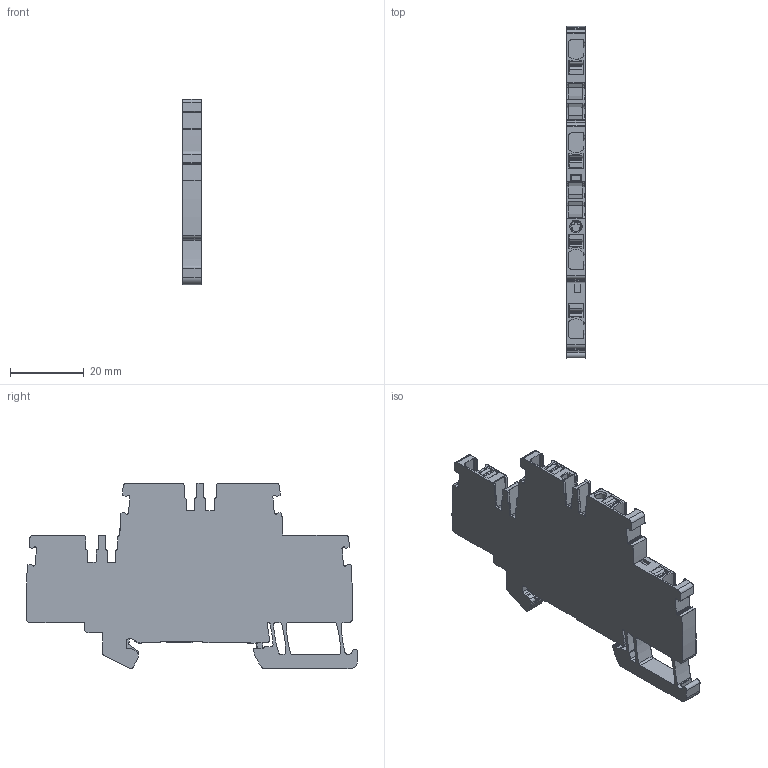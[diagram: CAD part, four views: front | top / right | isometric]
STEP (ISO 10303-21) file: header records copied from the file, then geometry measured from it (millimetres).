
FILE_DESCRIPTION(('CATIA V5R24 STEP','CAx-IF Rec.Pracs.--- Model Styling and Organization---1.2---2011-12-15'),'2;1');
FILE_NAME ('8397947_2', '2017-06-13T11:14:10+00:00', ('Weidmueller Interface'), ('Weidmueller'), 'CATIA Version 5-6 Release 2014 SP4 HF52', 'CATIA V5 STEP AP214', 'none');
FILE_SCHEMA(('AUTOMOTIVE_DESIGN { 1 0 10303 214 1 1 1 1 }'));
Length unit declared in the file: millimetre
Products named in the file (1): 1547680000_A2T_2-5_PE
Bounding box: 5.1 x 89.73 x 50.15 mm (x, y, z)
Volume: 14055.9 mm3; surface area: 15643.2 mm2
Topology: 12 solids, 12 shells, 1093 faces, 3208 edges, 2144 vertices
Faces by surface type: plane 502, cylinder 431, extrusion 158, cone 2
Entity records: 38652 total; most frequent: CARTESIAN_POINT 9537, ORIENTED_EDGE 6416, DIRECTION 4694, EDGE_CURVE 3208, VECTOR 2207, VERTEX_POINT 2144, LINE 2049, AXIS2_PLACEMENT_3D 1656
